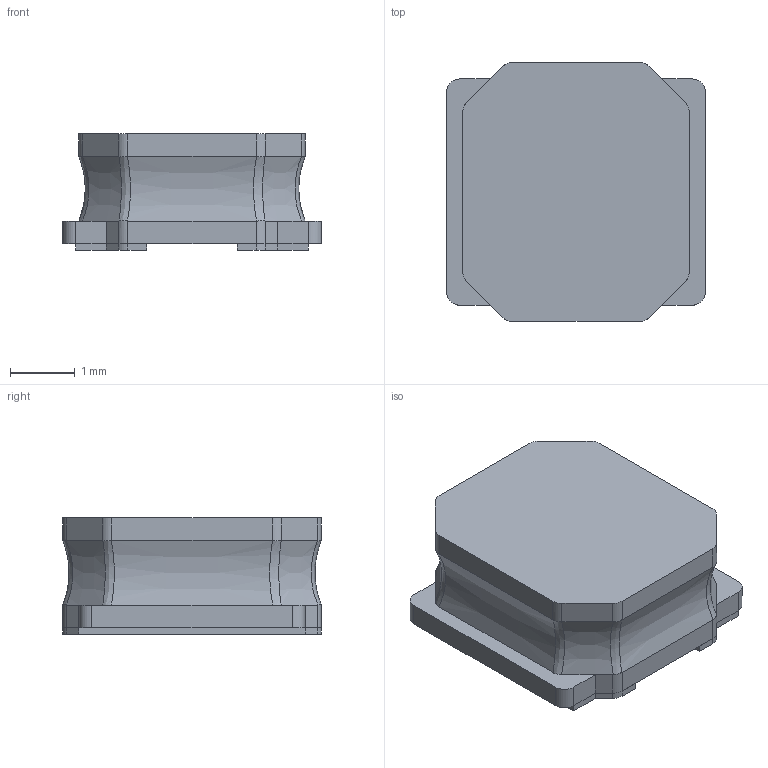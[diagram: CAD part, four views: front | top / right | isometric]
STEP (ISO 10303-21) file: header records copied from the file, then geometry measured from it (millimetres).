
FILE_DESCRIPTION(/* description */ ('STEP AP214'),/* implementation_level */ '2;1');
FILE_NAME(/* name */ 'Taiyo Yuden - LSXN4040 - 1.8H.step',/* time_stamp */ '2024-10-12T08:12:47+01:00',/* author */ (''),/* organization */ (''),/* preprocessor_version */ 'ST-DEVELOPER v20',/* originating_system */ 'Autodesk Translation Framework v13.20.0.188',/* authorisation */ '');
FILE_SCHEMA (('AUTOMOTIVE_DESIGN { 1 0 10303 214 3 1 1 }'));
Length unit declared in the file: millimetre
Products named in the file (2): L_XND4040TK; L_XND4040TK_1
Assembly tree (1 placements, depth 2):
  L_XND4040TK
    L_XND4040TK_1
Bounding box: 4 x 4 x 1.8 mm (x, y, z)
Volume: 22.9 mm3; surface area: 71.9 mm2
Topology: 3 solids, 3 shells, 80 faces, 218 edges, 144 vertices
Faces by surface type: plane 44, cylinder 20, bspline 16
Entity records: 3426 total; most frequent: CARTESIAN_POINT 1341, ORIENTED_EDGE 436, DIRECTION 372, EDGE_CURVE 218, VERTEX_POINT 144, LINE 134, VECTOR 134, AXIS2_PLACEMENT_3D 119
